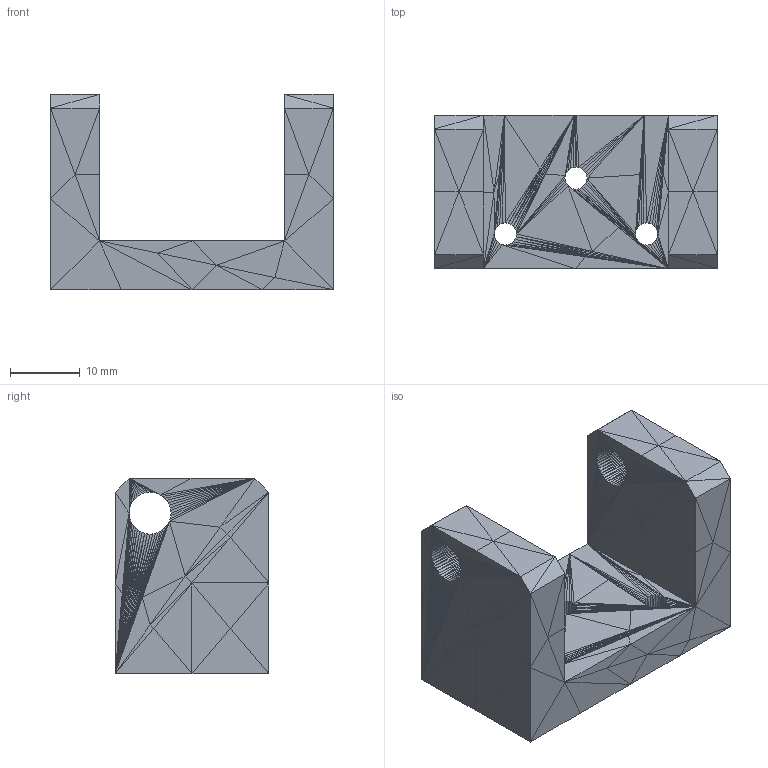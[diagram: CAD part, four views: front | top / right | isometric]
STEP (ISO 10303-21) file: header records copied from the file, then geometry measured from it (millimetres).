
FILE_DESCRIPTION(/* description */ (''),/* implementation_level */ '2;1');
FILE_NAME(/* name */ 'Chape 1.step',/* time_stamp */ '2022-02-11T13:32:45+01:00',/* author */ (''),/* organization */ (''),/* preprocessor_version */ 'ST-DEVELOPER v18.1',/* originating_system */ 'Autodesk Translation Framework v10.13.0.1454',/* authorisation */ '');
FILE_SCHEMA (('AUTOMOTIVE_DESIGN { 1 0 10303 214 3 1 1 }'));
Length unit declared in the file: millimetre
Products named in the file (1): (Non enregistré)
Bounding box: 40.5 x 22 x 28 mm (x, y, z)
Volume: 12086.1 mm3; surface area: 5357.5 mm2
Topology: 1 solids, 1 shells, 1052 faces, 1578 edges, 518 vertices
Faces by surface type: plane 1052
Entity records: 20539 total; most frequent: DIRECTION 3684, ORIENTED_EDGE 3156, CARTESIAN_POINT 3149, LINE 1578, VECTOR 1578, EDGE_CURVE 1578, AXIS2_PLACEMENT_3D 1053, FACE_OUTER_BOUND 1052
